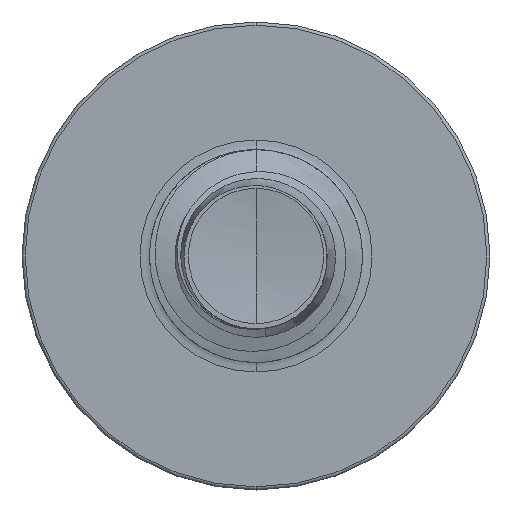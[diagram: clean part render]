
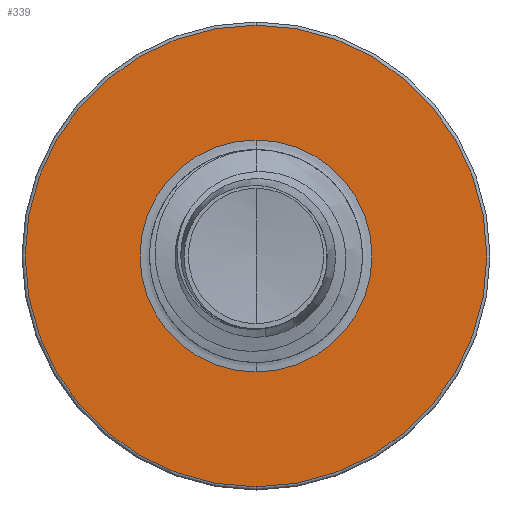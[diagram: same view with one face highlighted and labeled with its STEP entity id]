
A CAD part, front view. The second image highlights one B-rep face of the part: STEP entity #339.
In plain terms, the highlighted planar face has unit normal (0, -1, 0).
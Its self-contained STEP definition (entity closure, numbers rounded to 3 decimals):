
#173 = DIRECTION ( 'NONE',  ( 0., 0., 1. ) ) ;
#339 = ADVANCED_FACE ( 'NONE', ( #18891, #19302 ), #2055, .F. ) ;
#923 = DIRECTION ( 'NONE',  ( 0., 0., 1. ) ) ;
#945 = DIRECTION ( 'NONE',  ( 0., 1., 0. ) ) ;
#969 = CARTESIAN_POINT ( 'NONE',  ( 0., 7.5, 0. ) ) ;
#2055 = PLANE ( 'NONE',  #13700 ) ;
#2146 = AXIS2_PLACEMENT_3D ( 'NONE', #19490, #11480, #173 ) ;
#3641 = CIRCLE ( 'NONE', #17155, 1.363 ) ;
#4084 = ORIENTED_EDGE ( 'NONE', *, *, #4342, .F. ) ;
#4342 = EDGE_CURVE ( 'NONE', #13053, #18003, #19285, .T. ) ;
#4530 = ORIENTED_EDGE ( 'NONE', *, *, #20514, .F. ) ;
#4714 = DIRECTION ( 'NONE',  ( 0., 0., 1. ) ) ;
#4720 = ORIENTED_EDGE ( 'NONE', *, *, #16297, .T. ) ;
#4722 = DIRECTION ( 'NONE',  ( 0., 1., 0. ) ) ;
#4744 = CARTESIAN_POINT ( 'NONE',  ( 0., 7.5, 0. ) ) ;
#5212 = CARTESIAN_POINT ( 'NONE',  ( 0., 7.5, -1.363 ) ) ;
#5582 = ORIENTED_EDGE ( 'NONE', *, *, #11183, .T. ) ;
#5773 = DIRECTION ( 'NONE',  ( 0., 1., 0. ) ) ;
#8553 = AXIS2_PLACEMENT_3D ( 'NONE', #4744, #4722, #4714 ) ;
#8723 = VERTEX_POINT ( 'NONE', #10257 ) ;
#9071 = CIRCLE ( 'NONE', #8553, 1.363 ) ;
#9942 = DIRECTION ( 'NONE',  ( 0., 0., 1. ) ) ;
#10257 = CARTESIAN_POINT ( 'NONE',  ( 0., 7.5, 1.363 ) ) ;
#11183 = EDGE_CURVE ( 'NONE', #18031, #8723, #9071, .T. ) ;
#11480 = DIRECTION ( 'NONE',  ( 0., 1., 0. ) ) ;
#11717 = CARTESIAN_POINT ( 'NONE',  ( 0., 7.5, -2.712 ) ) ;
#12805 = EDGE_LOOP ( 'NONE', ( #4084, #4530 ) ) ;
#13053 = VERTEX_POINT ( 'NONE', #20091 ) ;
#13309 = CARTESIAN_POINT ( 'NONE',  ( 0., 7.5, -1.363 ) ) ;
#13700 = AXIS2_PLACEMENT_3D ( 'NONE', #5212, #15266, #9942 ) ;
#15266 = DIRECTION ( 'NONE',  ( 0., 1., 0. ) ) ;
#15662 = CARTESIAN_POINT ( 'NONE',  ( 0., 7.5, 0. ) ) ;
#16297 = EDGE_CURVE ( 'NONE', #8723, #18031, #3641, .T. ) ;
#16889 = EDGE_LOOP ( 'NONE', ( #4720, #5582 ) ) ;
#16928 = DIRECTION ( 'NONE',  ( 0., 0., 1. ) ) ;
#17155 = AXIS2_PLACEMENT_3D ( 'NONE', #15662, #5773, #16928 ) ;
#18003 = VERTEX_POINT ( 'NONE', #11717 ) ;
#18031 = VERTEX_POINT ( 'NONE', #13309 ) ;
#18891 = FACE_OUTER_BOUND ( 'NONE', #12805, .T. ) ;
#19010 = AXIS2_PLACEMENT_3D ( 'NONE', #969, #945, #923 ) ;
#19285 = CIRCLE ( 'NONE', #19010, 2.713 ) ;
#19302 = FACE_BOUND ( 'NONE', #16889, .T. ) ;
#19490 = CARTESIAN_POINT ( 'NONE',  ( 0., 7.5, 0. ) ) ;
#19809 = CIRCLE ( 'NONE', #2146, 2.713 ) ;
#20091 = CARTESIAN_POINT ( 'NONE',  ( 0., 7.5, 2.713 ) ) ;
#20514 = EDGE_CURVE ( 'NONE', #18003, #13053, #19809, .T. ) ;
